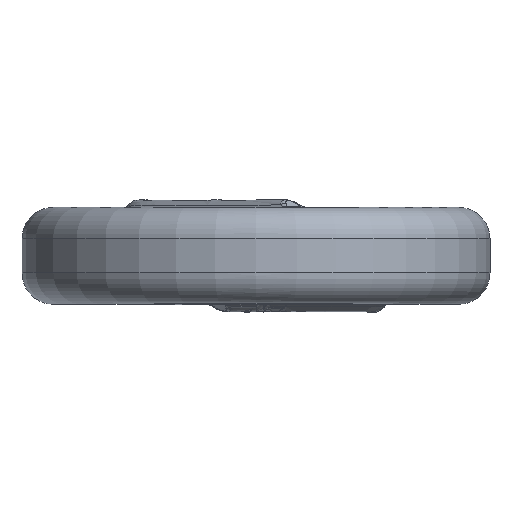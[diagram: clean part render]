
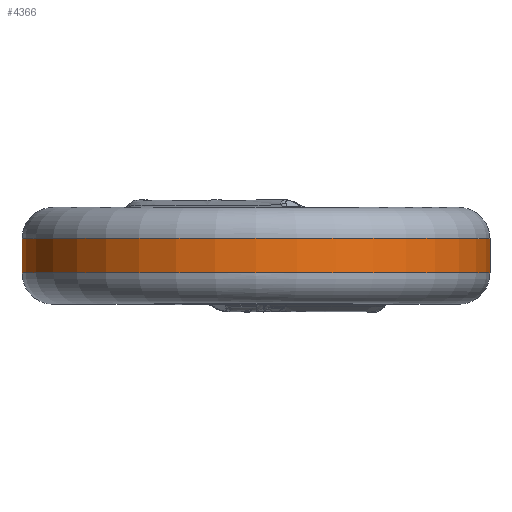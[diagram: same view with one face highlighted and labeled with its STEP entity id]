
A CAD part, top view. The second image highlights one B-rep face of the part: STEP entity #4366.
In plain terms, the highlighted cylindrical face has radius 7.5 mm (diameter 15 mm), a full revolution.
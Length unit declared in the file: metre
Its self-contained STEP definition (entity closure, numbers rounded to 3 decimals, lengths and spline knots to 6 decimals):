
#40=CIRCLE('',#4553,0.0075);
#41=CIRCLE('',#4556,0.0075);
#82=CYLINDRICAL_SURFACE('',#4557,0.0075);
#873=ORIENTED_EDGE('',*,*,#1766,.T.);
#874=ORIENTED_EDGE('',*,*,#1759,.F.);
#1759=EDGE_CURVE('',#2205,#2205,#40,.T.);
#1766=EDGE_CURVE('',#2210,#2210,#41,.T.);
#2205=VERTEX_POINT('',#6762);
#2210=VERTEX_POINT('',#6820);
#2583=EDGE_LOOP('',(#873));
#2584=EDGE_LOOP('',(#874));
#2795=FACE_BOUND('',#2583,.T.);
#2796=FACE_BOUND('',#2584,.T.);
#4366=ADVANCED_FACE('',(#2795,#2796),#82,.T.);
#4553=AXIS2_PLACEMENT_3D('',#6761,#4809,#4810);
#4556=AXIS2_PLACEMENT_3D('',#6819,#4816,#4817);
#4557=AXIS2_PLACEMENT_3D('',#6821,#4818,#4819);
#4809=DIRECTION('',(0.,1.,0.));
#4810=DIRECTION('',(0.,0.,1.));
#4816=DIRECTION('',(0.,1.,0.));
#4817=DIRECTION('',(0.,0.,1.));
#4818=DIRECTION('',(0.,1.,0.));
#4819=DIRECTION('',(0.,0.,1.));
#6761=CARTESIAN_POINT('',(0.,0.00055,0.));
#6762=CARTESIAN_POINT('',(0.,0.00055,0.0075));
#6819=CARTESIAN_POINT('',(0.,-0.00055,0.));
#6820=CARTESIAN_POINT('',(0.,-0.00055,0.0075));
#6821=CARTESIAN_POINT('',(0.,-0.00155,0.));
